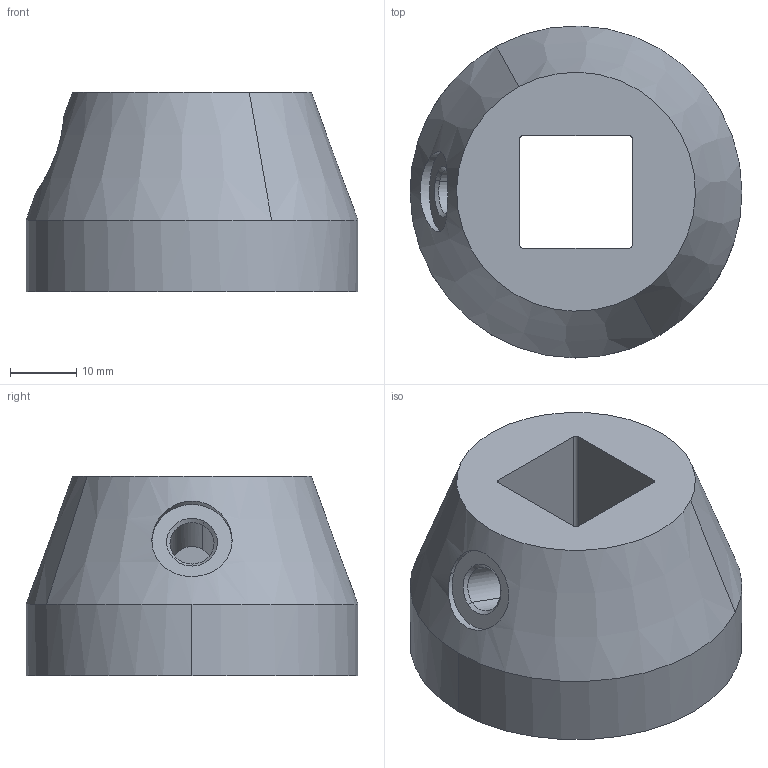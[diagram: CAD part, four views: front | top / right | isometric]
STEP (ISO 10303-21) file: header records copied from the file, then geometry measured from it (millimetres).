
FILE_DESCRIPTION(('CATIA V5 STEP Exchange'),'2;1');
FILE_NAME('corp.stp','2024-03-02T21:13:45+00:00',('none'),('none'),'CATIA Version 5 Release 21 GA (IN-10)','CATIA V5 STEP AP203','none');
FILE_SCHEMA(('CONFIG_CONTROL_DESIGN'));
Length unit declared in the file: millimetre
Products named in the file (1): corp
Bounding box: 50 x 50 x 30 mm (x, y, z)
Volume: 38913.8 mm3; surface area: 9090.4 mm2
Topology: 1 solids, 1 shells, 30 faces, 85 edges, 59 vertices
Faces by surface type: plane 12, cylinder 12, cone 6
Entity records: 1099 total; most frequent: CARTESIAN_POINT 339, ORIENTED_EDGE 170, DIRECTION 105, EDGE_CURVE 85, VERTEX_POINT 59, AXIS2_PLACEMENT_3D 56, EDGE_LOOP 36, CIRCLE 34
